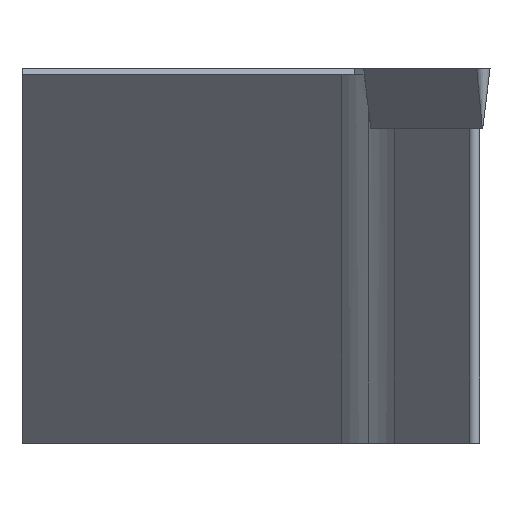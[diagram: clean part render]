
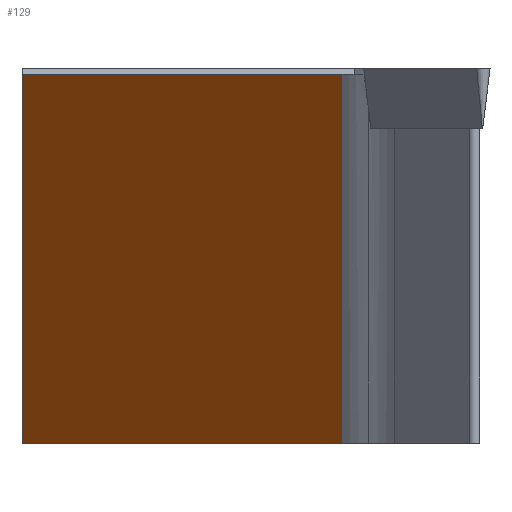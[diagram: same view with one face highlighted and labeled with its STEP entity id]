
A CAD part, left-side view. The second image highlights one B-rep face of the part: STEP entity #129.
In plain terms, the highlighted planar face has unit normal (-0.616, 0.788, 0).
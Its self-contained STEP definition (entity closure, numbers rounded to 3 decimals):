
#129=ADVANCED_FACE('',(#180),#153,.F.);
#153=PLANE('',#650);
#180=FACE_OUTER_BOUND('',#209,.T.);
#209=EDGE_LOOP('',(#424,#425,#426,#427));
#221=LINE('',#822,#277);
#240=LINE('',#868,#296);
#249=LINE('',#888,#305);
#259=LINE('',#923,#315);
#277=VECTOR('',#670,1.);
#296=VECTOR('',#707,1.);
#305=VECTOR('',#724,1.);
#315=VECTOR('',#766,1.);
#424=ORIENTED_EDGE('',*,*,#554,.F.);
#425=ORIENTED_EDGE('',*,*,#531,.F.);
#426=ORIENTED_EDGE('',*,*,#582,.T.);
#427=ORIENTED_EDGE('',*,*,#564,.F.);
#482=VERTEX_POINT('',#821);
#483=VERTEX_POINT('',#823);
#501=VERTEX_POINT('',#869);
#508=VERTEX_POINT('',#889);
#531=EDGE_CURVE('',#482,#483,#221,.T.);
#554=EDGE_CURVE('',#483,#501,#240,.T.);
#564=EDGE_CURVE('',#501,#508,#249,.T.);
#582=EDGE_CURVE('',#482,#508,#259,.T.);
#650=AXIS2_PLACEMENT_3D('',#925,#769,#770);
#670=DIRECTION('',(0.788,0.616,0.));
#707=DIRECTION('',(0.,0.,1.));
#724=DIRECTION('',(-0.788,-0.616,0.));
#766=DIRECTION('',(0.,0.,1.));
#769=DIRECTION('',(0.616,-0.788,0.));
#770=DIRECTION('',(0.788,0.616,0.));
#821=CARTESIAN_POINT('',(9.342,-17.092,-20.));
#822=CARTESIAN_POINT('',(9.342,-17.092,-20.));
#823=CARTESIAN_POINT('',(31.218,0.,-20.));
#868=CARTESIAN_POINT('',(31.218,0.,-40.));
#869=CARTESIAN_POINT('',(31.218,0.,-0.3));
#888=CARTESIAN_POINT('',(9.342,-17.092,-0.3));
#889=CARTESIAN_POINT('',(9.342,-17.092,-0.3));
#923=CARTESIAN_POINT('',(9.342,-17.092,-40.));
#925=CARTESIAN_POINT('',(9.342,-17.092,-40.));
